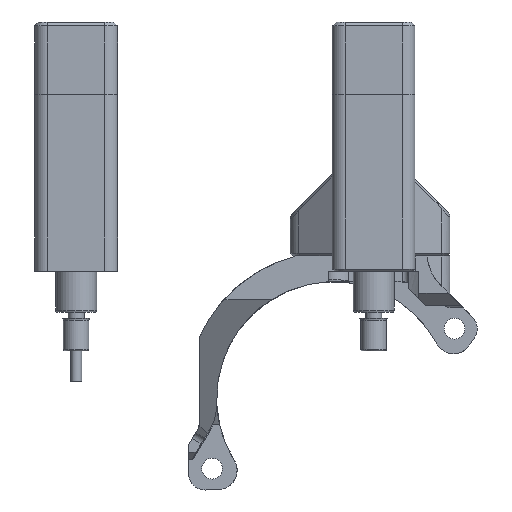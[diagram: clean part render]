
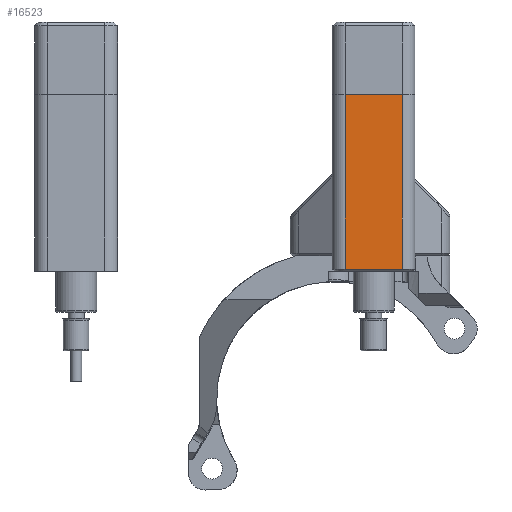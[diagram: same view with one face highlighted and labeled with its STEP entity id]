
A CAD part, front view. The second image highlights one B-rep face of the part: STEP entity #16523.
In plain terms, the highlighted planar face has unit normal (0, -1, 0).
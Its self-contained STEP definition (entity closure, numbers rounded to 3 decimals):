
#1844=FACE_OUTER_BOUND('',#2811,.T.);
#2811=EDGE_LOOP('',(#11244,#11245,#11246,#11247));
#3925=LINE('',#23608,#5372);
#3930=LINE('',#23626,#5377);
#3932=LINE('',#23632,#5379);
#3933=LINE('',#23633,#5380);
#5372=VECTOR('',#19327,10.);
#5377=VECTOR('',#19348,10.);
#5379=VECTOR('',#19354,10.);
#5380=VECTOR('',#19355,10.);
#6775=VERTEX_POINT('',#23592);
#6779=VERTEX_POINT('',#23604);
#6785=VERTEX_POINT('',#23625);
#6787=VERTEX_POINT('',#23631);
#8485=EDGE_CURVE('',#6775,#6779,#3925,.T.);
#8494=EDGE_CURVE('',#6785,#6779,#3930,.T.);
#8497=EDGE_CURVE('',#6787,#6775,#3932,.T.);
#8498=EDGE_CURVE('',#6785,#6787,#3933,.T.);
#11244=ORIENTED_EDGE('',*,*,#8485,.F.);
#11245=ORIENTED_EDGE('',*,*,#8497,.F.);
#11246=ORIENTED_EDGE('',*,*,#8498,.F.);
#11247=ORIENTED_EDGE('',*,*,#8494,.T.);
#16013=PLANE('',#17646);
#16523=ADVANCED_FACE('',(#1844),#16013,.T.);
#17646=AXIS2_PLACEMENT_3D('',#23630,#19352,#19353);
#19327=DIRECTION('',(-1.,0.,0.));
#19348=DIRECTION('',(0.,0.,-1.));
#19352=DIRECTION('center_axis',(0.,-1.,0.));
#19353=DIRECTION('ref_axis',(-1.,0.,0.));
#19354=DIRECTION('',(0.,0.,-1.));
#19355=DIRECTION('',(1.,0.,0.));
#23592=CARTESIAN_POINT('',(40.334,22.854,29.296));
#23604=CARTESIAN_POINT('',(31.377,22.854,29.296));
#23608=CARTESIAN_POINT('',(38.202,22.854,29.296));
#23625=CARTESIAN_POINT('',(31.377,22.854,56.645));
#23626=CARTESIAN_POINT('',(31.377,22.854,40.47));
#23630=CARTESIAN_POINT('Origin',(40.334,22.854,40.47));
#23631=CARTESIAN_POINT('',(40.334,22.854,56.645));
#23632=CARTESIAN_POINT('',(40.334,22.854,40.47));
#23633=CARTESIAN_POINT('',(38.394,22.854,56.645));
